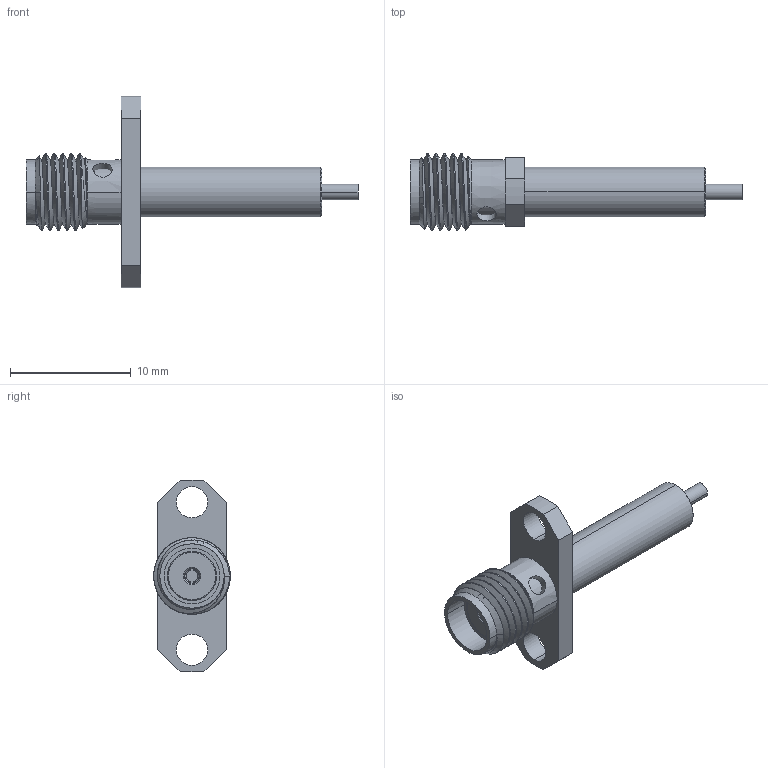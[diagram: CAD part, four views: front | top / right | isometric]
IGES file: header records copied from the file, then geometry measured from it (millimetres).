
Start section:  PTC IGES file: 901-9000-ccsf.igs
Global section: file name: 901-9000-ccsf.igs; native system: Pro/ENGINEER by Parametric Technology Corporation; preprocessor: 2010160; author: rkarthik; organization: Unknown; date: 20110104.112803; units: millimetre
Bounding box: 27.51 x 6.35 x 15.86 mm (x, y, z)
Surface area: 855 mm2 (no closed solid volume)
Topology: 0 solids, 0 shells, 65 faces, 318 edges, 318 vertices
Faces by surface type: revolution 42, bspline 23
